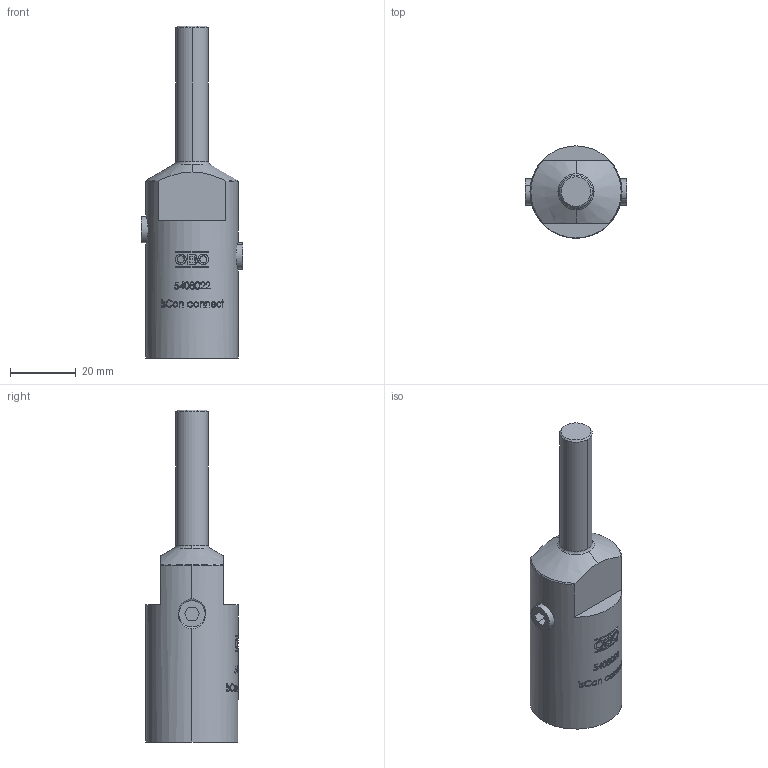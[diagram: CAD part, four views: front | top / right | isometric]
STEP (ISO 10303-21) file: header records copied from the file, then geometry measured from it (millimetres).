
FILE_DESCRIPTION(('CoCreate Modeling STEP Export'),'2;1');
FILE_NAME('5408022.stp','2017-12-08T10:56:34',(''),(''),'CoCreate Modeling STEP processor for AP214 (Solid Model)','CoCreate Modeling 16.00B 02-Dec-2008 (C) Parametric Technology GmbH','');
FILE_SCHEMA(('AUTOMOTIVE_DESIGN { 1 0 10303 214 1 1 1 1 }'));
Length unit declared in the file: millimetre
Products named in the file (3): Gewindestift_DIN914_M8X10.1; Endstueck; Anschlusselement
Assembly tree (3 placements, depth 2):
  Anschlusselement
    Endstueck
    Gewindestift_DIN914_M8X10.1  x2
Bounding box: 30.8 x 28 x 101 mm (x, y, z)
Volume: 25253.4 mm3; surface area: 10578.1 mm2
Topology: 3 solids, 3 shells, 404 faces, 1084 edges, 720 vertices
Faces by surface type: bspline 205, plane 119, cylinder 60, cone 18, torus 2
Entity records: 30150 total; most frequent: CARTESIAN_POINT 21821, ORIENTED_EDGE 2108, EDGE_CURVE 1054, DIRECTION 1002, VERTEX_POINT 702, VECTOR 436, LINE 436, EDGE_LOOP 430
